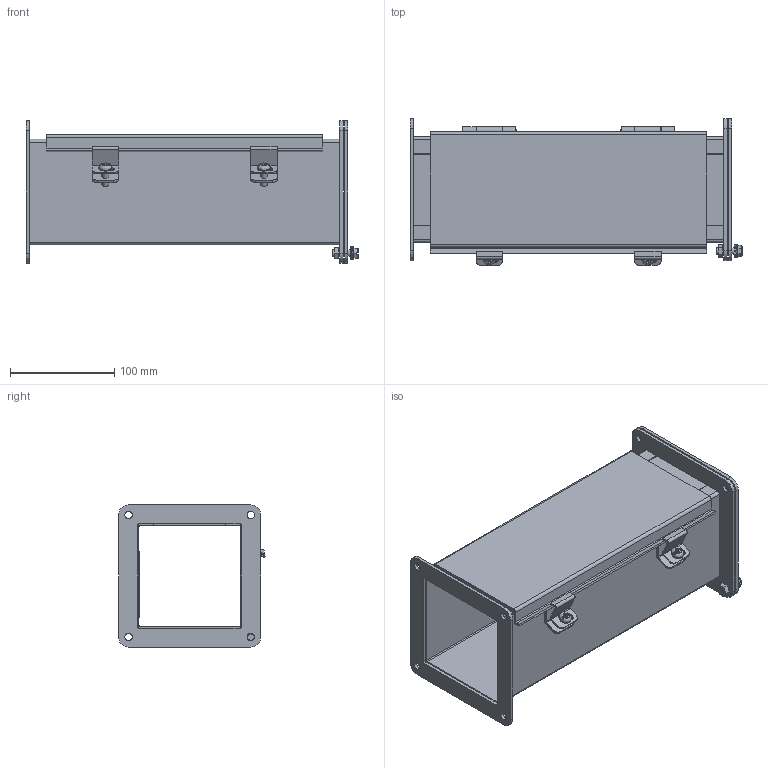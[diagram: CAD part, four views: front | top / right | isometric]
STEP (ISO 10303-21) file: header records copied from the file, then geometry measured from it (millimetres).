
FILE_DESCRIPTION (( 'STEP AP203' ), '1' );
FILE_NAME ('1487C12SS.step', '2020-11-17T21:11:28', ( 'ADC123' ), ( 'Microsoft' ), 'SwSTEP 2.0', 'SolidWorks 2019', '' );
FILE_SCHEMA (( 'CONFIG_CONTROL_DESIGN' ));
Length unit declared in the file: inch
Products named in the file (1): 1487C12SS
Bounding box: 319.04 x 141.01 x 136.53 mm (x, y, z)
Volume: 424782.7 mm3; surface area: 416943.8 mm2
Topology: 27 solids, 27 shells, 546 faces, 1395 edges, 922 vertices
Faces by surface type: plane 350, cylinder 144, bspline 38, cone 10, torus 4
Full cylindrical faces by diameter (mm): 4.572 x2, 4.976 x1, 5.41 x2, 6.35 x3, 6.553 x1, 7.137 x16, 12.192 x2, 12.7 x1
Entity records: 18608 total; most frequent: CARTESIAN_POINT 5550, ORIENTED_EDGE 2690, DIRECTION 2525, EDGE_CURVE 1345, LINE 927, VECTOR 927, VERTEX_POINT 914, AXIS2_PLACEMENT_3D 799
